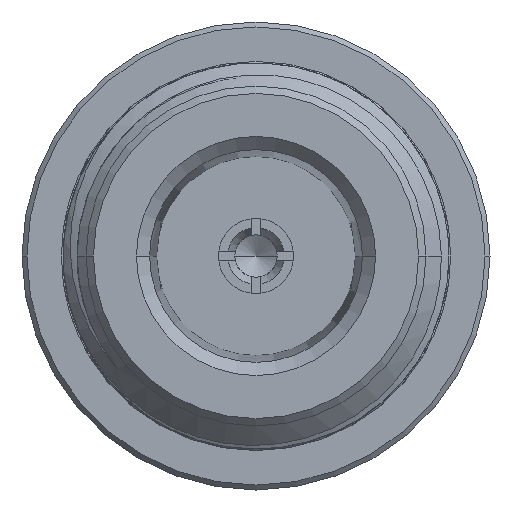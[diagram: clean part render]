
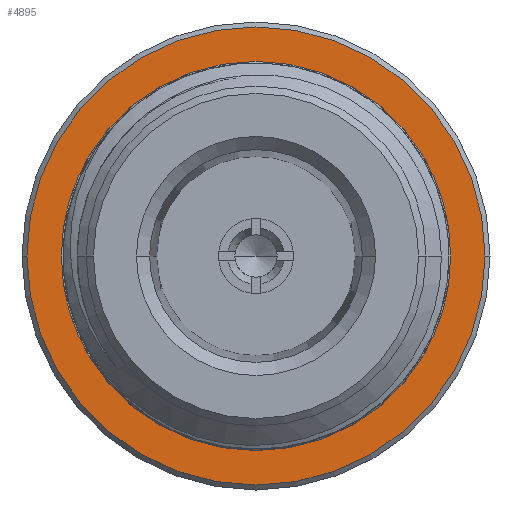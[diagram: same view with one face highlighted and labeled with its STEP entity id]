
A CAD part, left-side view. The second image highlights one B-rep face of the part: STEP entity #4895.
In plain terms, the highlighted planar face has unit normal (-1, 0, 0).
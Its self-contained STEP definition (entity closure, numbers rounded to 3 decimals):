
#1166=CARTESIAN_POINT('',(15.,0.,0.));
#1167=DIRECTION('',(-1.,0.,0.));
#1168=DIRECTION('',(0.,1.,0.));
#1169=AXIS2_PLACEMENT_3D('',#1166,#1167,#1168);
#1171=CARTESIAN_POINT('',(15.,0.,0.));
#1172=DIRECTION('',(-1.,0.,0.));
#1173=DIRECTION('',(0.,-1.,0.));
#1174=AXIS2_PLACEMENT_3D('',#1171,#1172,#1173);
#1203=CARTESIAN_POINT('',(15.,0.,0.));
#1204=DIRECTION('',(-1.,0.,0.));
#1205=DIRECTION('',(0.,1.,0.));
#1206=AXIS2_PLACEMENT_3D('',#1203,#1204,#1205);
#1252=CARTESIAN_POINT('',(15.,0.,0.));
#1253=DIRECTION('',(1.,0.,0.));
#1254=DIRECTION('',(0.,1.,0.));
#1255=AXIS2_PLACEMENT_3D('',#1252,#1253,#1254);
#2967=CARTESIAN_POINT('',(15.,7.9,0.));
#2968=CARTESIAN_POINT('',(15.,-7.9,0.));
#2969=VERTEX_POINT('',#2967);
#2970=VERTEX_POINT('',#2968);
#2979=CARTESIAN_POINT('',(15.,9.3,0.));
#2980=CARTESIAN_POINT('',(15.,-9.3,0.));
#2981=VERTEX_POINT('',#2979);
#2982=VERTEX_POINT('',#2980);
#4879=CARTESIAN_POINT('',(15.,0.,0.));
#4880=DIRECTION('',(1.,0.,0.));
#4881=DIRECTION('',(0.,-1.,0.));
#4882=AXIS2_PLACEMENT_3D('',#4879,#4880,#4881);
#4883=PLANE('',#4882);
#4884=ORIENTED_EDGE('',*,*,#4869,.F.);
#4886=ORIENTED_EDGE('',*,*,#4885,.F.);
#4887=EDGE_LOOP('',(#4884,#4886));
#4888=FACE_OUTER_BOUND('',#4887,.F.);
#4890=ORIENTED_EDGE('',*,*,#4889,.T.);
#4892=ORIENTED_EDGE('',*,*,#4891,.F.);
#4893=EDGE_LOOP('',(#4890,#4892));
#4894=FACE_BOUND('',#4893,.F.);
#4895=ADVANCED_FACE('',(#4888,#4894),#4883,.F.);
#1170=CIRCLE('',#1169,9.3);
#1175=CIRCLE('',#1174,9.3);
#1207=CIRCLE('',#1206,7.9);
#1256=CIRCLE('',#1255,7.9);
#4869=EDGE_CURVE('',#2981,#2982,#1170,.T.);
#4885=EDGE_CURVE('',#2982,#2981,#1175,.T.);
#4889=EDGE_CURVE('',#2969,#2970,#1207,.T.);
#4891=EDGE_CURVE('',#2969,#2970,#1256,.T.);
